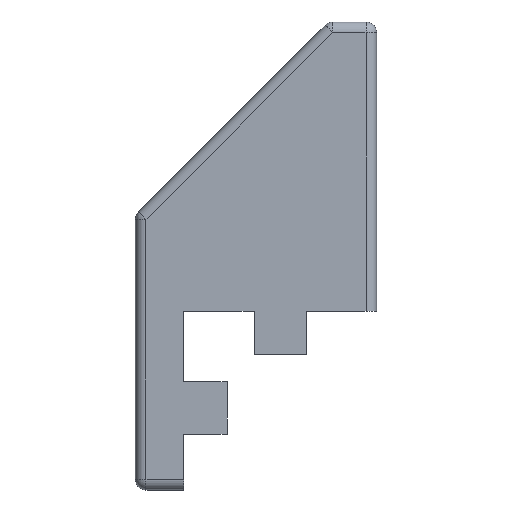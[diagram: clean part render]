
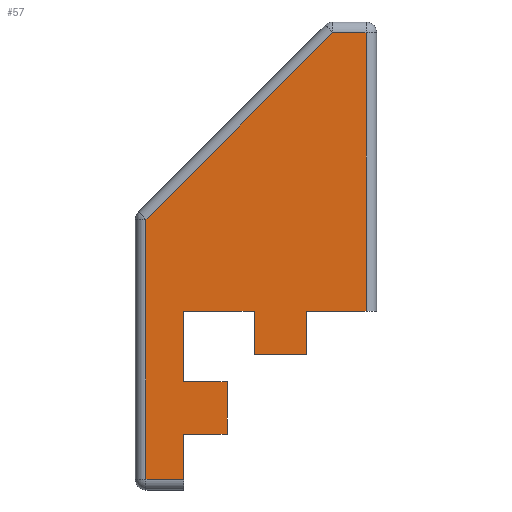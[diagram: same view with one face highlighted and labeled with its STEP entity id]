
A CAD part, left-side view. The second image highlights one B-rep face of the part: STEP entity #57.
In plain terms, the highlighted planar face has unit normal (-1, 0, 0).
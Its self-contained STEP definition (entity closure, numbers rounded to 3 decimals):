
#2 = LINE ( 'NONE', #2951, #1590 ) ;
#57 = ADVANCED_FACE ( 'NONE', ( #2189 ), #1944, .F. ) ;
#84 = DIRECTION ( 'NONE',  ( 0., -1., 0. ) ) ;
#111 = EDGE_CURVE ( 'NONE', #945, #2016, #1161, .T. ) ;
#264 = ORIENTED_EDGE ( 'NONE', *, *, #2129, .T. ) ;
#309 = VERTEX_POINT ( 'NONE', #2606 ) ;
#329 = LINE ( 'NONE', #1558, #2005 ) ;
#338 = EDGE_CURVE ( 'NONE', #2858, #2765, #916, .T. ) ;
#366 = CARTESIAN_POINT ( 'NONE',  ( 125., 13.9, 0. ) ) ;
#397 = ORIENTED_EDGE ( 'NONE', *, *, #2465, .T. ) ;
#408 = DIRECTION ( 'NONE',  ( 0., -1., 0. ) ) ;
#432 = CARTESIAN_POINT ( 'NONE',  ( 125., -8.9, 38.9 ) ) ;
#439 = LINE ( 'NONE', #2217, #1181 ) ;
#443 = DIRECTION ( 'NONE',  ( 0., 0., -1. ) ) ;
#485 = DIRECTION ( 'NONE',  ( 0., 0., 1. ) ) ;
#517 = VECTOR ( 'NONE', #408, 1000. ) ;
#520 = CARTESIAN_POINT ( 'NONE',  ( 125., 5.5, 2.7 ) ) ;
#533 = CARTESIAN_POINT ( 'NONE',  ( 125., 0., 38.9 ) ) ;
#583 = DIRECTION ( 'NONE',  ( 0., -1., 0. ) ) ;
#606 = VECTOR ( 'NONE', #583, 1000. ) ;
#615 = ORIENTED_EDGE ( 'NONE', *, *, #1913, .T. ) ;
#663 = ORIENTED_EDGE ( 'NONE', *, *, #111, .T. ) ;
#717 = VECTOR ( 'NONE', #1339, 1000. ) ;
#773 = DIRECTION ( 'NONE',  ( 0., 0., 1. ) ) ;
#824 = CARTESIAN_POINT ( 'NONE',  ( 125., 10., 10. ) ) ;
#838 = VERTEX_POINT ( 'NONE', #1272 ) ;
#881 = CARTESIAN_POINT ( 'NONE',  ( 125., 10., -2.7 ) ) ;
#883 = CARTESIAN_POINT ( 'NONE',  ( 125., 13.9, -7.4 ) ) ;
#891 = LINE ( 'NONE', #3066, #717 ) ;
#901 = DIRECTION ( 'NONE',  ( 1., 0., 0. ) ) ;
#916 = LINE ( 'NONE', #2888, #2842 ) ;
#945 = VERTEX_POINT ( 'NONE', #2604 ) ;
#952 = DIRECTION ( 'NONE',  ( 0., 0., 1. ) ) ;
#960 = DIRECTION ( 'NONE',  ( 0., 0., -1. ) ) ;
#968 = EDGE_CURVE ( 'NONE', #838, #3036, #2620, .T. ) ;
#986 = CARTESIAN_POINT ( 'NONE',  ( 125., 10., -7.4 ) ) ;
#995 = CARTESIAN_POINT ( 'NONE',  ( 125., 2.7, 5.5 ) ) ;
#1030 = ORIENTED_EDGE ( 'NONE', *, *, #968, .T. ) ;
#1056 = DIRECTION ( 'NONE',  ( 0., 1., 0. ) ) ;
#1112 = ORIENTED_EDGE ( 'NONE', *, *, #2942, .T. ) ;
#1116 = ORIENTED_EDGE ( 'NONE', *, *, #1212, .T. ) ;
#1151 = ORIENTED_EDGE ( 'NONE', *, *, #2361, .T. ) ;
#1161 = LINE ( 'NONE', #1176, #517 ) ;
#1176 = CARTESIAN_POINT ( 'NONE',  ( 125., -2.7, 10. ) ) ;
#1181 = VECTOR ( 'NONE', #1923, 1000. ) ;
#1187 = DIRECTION ( 'NONE',  ( 0., 0., 1. ) ) ;
#1212 = EDGE_CURVE ( 'NONE', #3036, #309, #1324, .T. ) ;
#1238 = EDGE_LOOP ( 'NONE', ( #663, #615, #2865, #397, #2561, #2428, #2533, #1112, #1030, #1116, #2547, #1151, #2310, #264, #2300 ) ) ;
#1272 = CARTESIAN_POINT ( 'NONE',  ( 125., 5.5, -2.7 ) ) ;
#1324 = LINE ( 'NONE', #1544, #1639 ) ;
#1328 = DIRECTION ( 'NONE',  ( 0., -1., 0. ) ) ;
#1339 = DIRECTION ( 'NONE',  ( 0., 0.707, -0.707 ) ) ;
#1352 = LINE ( 'NONE', #824, #606 ) ;
#1424 = LINE ( 'NONE', #2407, #2939 ) ;
#1450 = VERTEX_POINT ( 'NONE', #2912 ) ;
#1487 = VECTOR ( 'NONE', #1524, 1000. ) ;
#1513 = CARTESIAN_POINT ( 'NONE',  ( 125., -5.456, 38.9 ) ) ;
#1524 = DIRECTION ( 'NONE',  ( 0., 1., 0. ) ) ;
#1527 = VERTEX_POINT ( 'NONE', #995 ) ;
#1544 = CARTESIAN_POINT ( 'NONE',  ( 125., 10., 2.7 ) ) ;
#1554 = EDGE_CURVE ( 'NONE', #2807, #1631, #3123, .T. ) ;
#1558 = CARTESIAN_POINT ( 'NONE',  ( 125., 10., -2.7 ) ) ;
#1571 = VERTEX_POINT ( 'NONE', #432 ) ;
#1590 = VECTOR ( 'NONE', #485, 1000. ) ;
#1591 = DIRECTION ( 'NONE',  ( 0., 0., 1. ) ) ;
#1631 = VERTEX_POINT ( 'NONE', #883 ) ;
#1639 = VECTOR ( 'NONE', #1056, 1000. ) ;
#1679 = CARTESIAN_POINT ( 'NONE',  ( 125., 0., 0. ) ) ;
#1693 = CARTESIAN_POINT ( 'NONE',  ( 125., 13.9, 19.544 ) ) ;
#1698 = VECTOR ( 'NONE', #2074, 1000. ) ;
#1759 = CARTESIAN_POINT ( 'NONE',  ( 125., 10., 2.7 ) ) ;
#1822 = LINE ( 'NONE', #1759, #3082 ) ;
#1913 = EDGE_CURVE ( 'NONE', #2016, #1571, #1424, .T. ) ;
#1917 = CARTESIAN_POINT ( 'NONE',  ( 125., 5.5, -2.7 ) ) ;
#1922 = EDGE_CURVE ( 'NONE', #2036, #1527, #2179, .T. ) ;
#1923 = DIRECTION ( 'NONE',  ( 0., -1., 0. ) ) ;
#1944 = PLANE ( 'NONE',  #2317 ) ;
#2005 = VECTOR ( 'NONE', #84, 1000. ) ;
#2016 = VERTEX_POINT ( 'NONE', #2018 ) ;
#2018 = CARTESIAN_POINT ( 'NONE',  ( 125., -8.9, 10. ) ) ;
#2020 = EDGE_CURVE ( 'NONE', #309, #1450, #1822, .T. ) ;
#2036 = VERTEX_POINT ( 'NONE', #2753 ) ;
#2074 = DIRECTION ( 'NONE',  ( 0., 0., -1. ) ) ;
#2129 = EDGE_CURVE ( 'NONE', #1527, #3098, #2850, .T. ) ;
#2156 = VECTOR ( 'NONE', #960, 1000. ) ;
#2179 = LINE ( 'NONE', #2423, #2156 ) ;
#2189 = FACE_OUTER_BOUND ( 'NONE', #1238, .T. ) ;
#2217 = CARTESIAN_POINT ( 'NONE',  ( 125., 0., -7.4 ) ) ;
#2279 = EDGE_CURVE ( 'NONE', #3098, #945, #2, .T. ) ;
#2300 = ORIENTED_EDGE ( 'NONE', *, *, #2279, .T. ) ;
#2310 = ORIENTED_EDGE ( 'NONE', *, *, #1922, .T. ) ;
#2317 = AXIS2_PLACEMENT_3D ( 'NONE', #1679, #901, #443 ) ;
#2337 = EDGE_CURVE ( 'NONE', #1571, #3052, #2747, .T. ) ;
#2359 = VECTOR ( 'NONE', #1328, 1000. ) ;
#2361 = EDGE_CURVE ( 'NONE', #1450, #2036, #1352, .T. ) ;
#2407 = CARTESIAN_POINT ( 'NONE',  ( 125., -8.9, 0. ) ) ;
#2423 = CARTESIAN_POINT ( 'NONE',  ( 125., 2.7, 5.5 ) ) ;
#2428 = ORIENTED_EDGE ( 'NONE', *, *, #2810, .T. ) ;
#2465 = EDGE_CURVE ( 'NONE', #3052, #2807, #891, .T. ) ;
#2533 = ORIENTED_EDGE ( 'NONE', *, *, #338, .T. ) ;
#2547 = ORIENTED_EDGE ( 'NONE', *, *, #2020, .T. ) ;
#2561 = ORIENTED_EDGE ( 'NONE', *, *, #1554, .T. ) ;
#2604 = CARTESIAN_POINT ( 'NONE',  ( 125., -2.7, 10. ) ) ;
#2606 = CARTESIAN_POINT ( 'NONE',  ( 125., 10., 2.7 ) ) ;
#2620 = LINE ( 'NONE', #1917, #2695 ) ;
#2695 = VECTOR ( 'NONE', #1591, 1000. ) ;
#2747 = LINE ( 'NONE', #533, #1487 ) ;
#2753 = CARTESIAN_POINT ( 'NONE',  ( 125., 2.7, 10. ) ) ;
#2765 = VERTEX_POINT ( 'NONE', #881 ) ;
#2807 = VERTEX_POINT ( 'NONE', #1693 ) ;
#2810 = EDGE_CURVE ( 'NONE', #1631, #2858, #439, .T. ) ;
#2842 = VECTOR ( 'NONE', #952, 1000. ) ;
#2850 = LINE ( 'NONE', #3058, #2359 ) ;
#2858 = VERTEX_POINT ( 'NONE', #986 ) ;
#2865 = ORIENTED_EDGE ( 'NONE', *, *, #2337, .T. ) ;
#2888 = CARTESIAN_POINT ( 'NONE',  ( 125., 10., -2.7 ) ) ;
#2912 = CARTESIAN_POINT ( 'NONE',  ( 125., 10., 10. ) ) ;
#2939 = VECTOR ( 'NONE', #1187, 1000. ) ;
#2942 = EDGE_CURVE ( 'NONE', #2765, #838, #329, .T. ) ;
#2951 = CARTESIAN_POINT ( 'NONE',  ( 125., -2.7, 5.5 ) ) ;
#2993 = CARTESIAN_POINT ( 'NONE',  ( 125., -2.7, 5.5 ) ) ;
#3036 = VERTEX_POINT ( 'NONE', #520 ) ;
#3052 = VERTEX_POINT ( 'NONE', #1513 ) ;
#3058 = CARTESIAN_POINT ( 'NONE',  ( 125., 2.7, 5.5 ) ) ;
#3066 = CARTESIAN_POINT ( 'NONE',  ( 125., 16.722, 16.722 ) ) ;
#3082 = VECTOR ( 'NONE', #773, 1000. ) ;
#3098 = VERTEX_POINT ( 'NONE', #2993 ) ;
#3123 = LINE ( 'NONE', #366, #1698 ) ;
